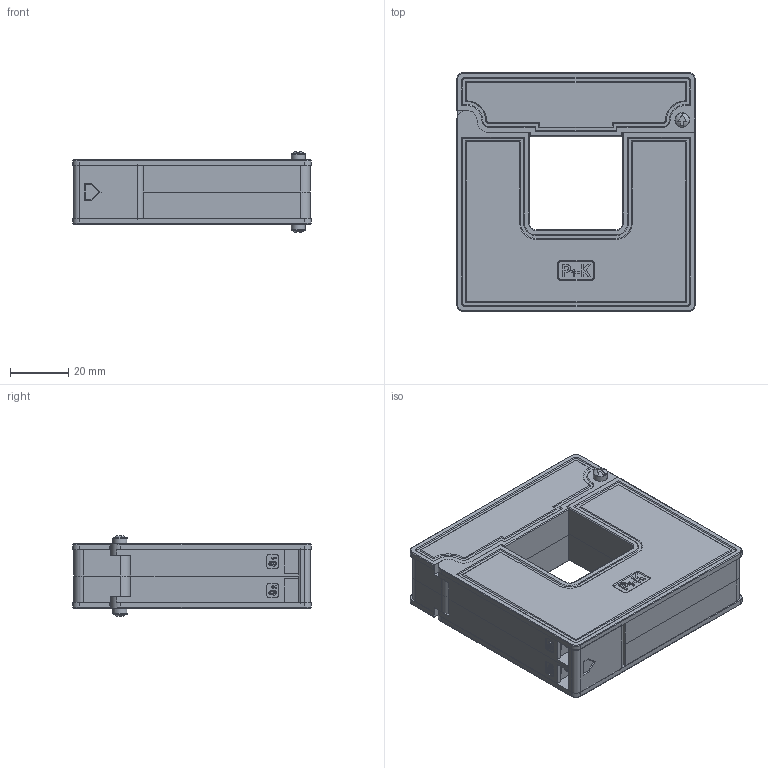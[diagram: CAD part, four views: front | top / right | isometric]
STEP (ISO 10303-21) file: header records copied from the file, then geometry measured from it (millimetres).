
FILE_DESCRIPTION(/* description */ ('STEP AP214'),/* implementation_level */ '2;1');
FILE_NAME(/* name */ 'AcuCT 125R (SCTK752A-032)_customer version.step',/* time_stamp */ '2025-06-06T16:18:37-04:00',/* author */ (''),/* organization */ (''),/* preprocessor_version */ 'ST-DEVELOPER v20.1',/* originating_system */ 'Autodesk Translation Framework v14.10.0.0',/* authorisation */ '');
FILE_SCHEMA (('AUTOMOTIVE_DESIGN { 1 0 10303 214 3 1 1 }'));
Length unit declared in the file: millimetre
Products named in the file (11): AcuCT-125R; 752A-032_µ×¿Ç×°ÅäÌ
å(Ä¬ÈÏ); 752A-032_µ×¿ÇP1(Ä¬ÈÏ); 752A-032_µ×¿ÇP2(Ä¬ÈÏ); 752A-032_¶¥¿Ç×°ÅäÌ
å(Ä¬ÈÏ); 752A-032_¶¥¿ÇP1(Ä¬ÈÏ); 752A-032_¶¥¿ÇP2(Ä¬ÈÏ); 752A-032_×ªÖá; 752A-032_Ëø¿Û; 752A-032_Ñ¹Ëõµ¯»É(Ñ
¹Ëõ×´Ì¬); SCTK660_¶Ë×Ó¸Ç(Ä¬È
Ï)
Assembly tree (11 placements, depth 3):
  AcuCT-125R
    752A-032_µ×¿Ç×°ÅäÌ
å(Ä¬ÈÏ)
      752A-032_µ×¿ÇP1(Ä¬ÈÏ)
      752A-032_µ×¿ÇP2(Ä¬ÈÏ)
    752A-032_¶¥¿Ç×°ÅäÌ
å(Ä¬ÈÏ)
      752A-032_¶¥¿ÇP1(Ä¬ÈÏ)
      752A-032_¶¥¿ÇP2(Ä¬ÈÏ)
    752A-032_×ªÖá
    752A-032_Ëø¿Û  x2
    752A-032_Ñ¹Ëõµ¯»É(Ñ
¹Ëõ×´Ì¬)
    SCTK660_¶Ë×Ó¸Ç(Ä¬È
Ï)
Bounding box: 82 x 82 x 27.86 mm (x, y, z)
Volume: 45104.9 mm3; surface area: 51408.8 mm2
Topology: 9 solids, 9 shells, 1036 faces, 2799 edges, 1832 vertices
Faces by surface type: plane 722, cylinder 153, bspline 78, cone 59, torus 22, sphere 2
Full cylindrical faces by diameter (mm): 2 x13, 2.03 x9, 2.7 x2, 3 x5, 4 x2, 4.9 x2, 5 x2
Entity records: 37076 total; most frequent: CARTESIAN_POINT 11324, ORIENTED_EDGE 5478, DIRECTION 4976, EDGE_CURVE 2739, LINE 2110, VECTOR 2110, VERTEX_POINT 1792, AXIS2_PLACEMENT_3D 1433
